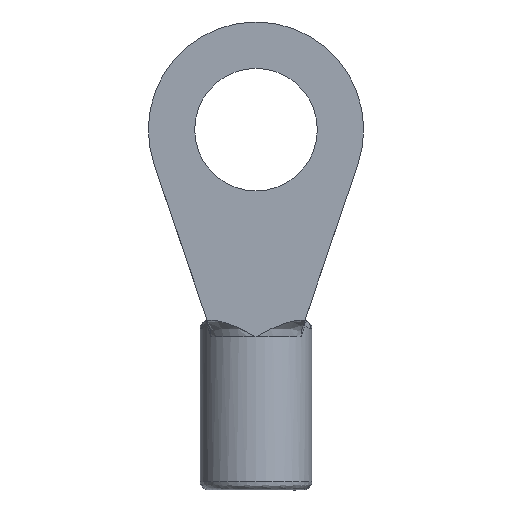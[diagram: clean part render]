
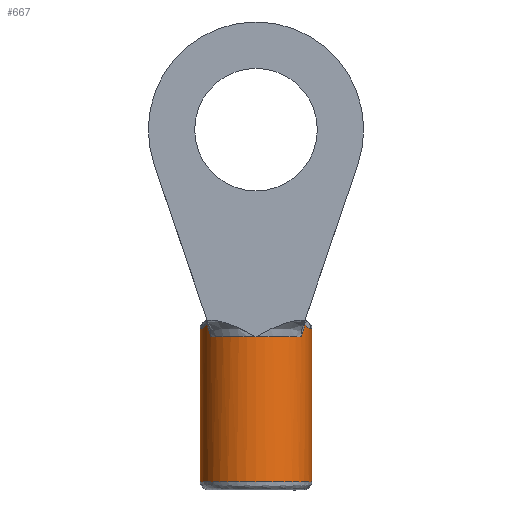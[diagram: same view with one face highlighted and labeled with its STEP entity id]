
A CAD part, front view. The second image highlights one B-rep face of the part: STEP entity #667.
In plain terms, the highlighted cylindrical face has radius 1.714 mm (diameter 3.429 mm), a partial arc.
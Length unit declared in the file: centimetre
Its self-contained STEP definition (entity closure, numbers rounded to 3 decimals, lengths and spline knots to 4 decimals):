
#12 = CYLINDRICAL_SURFACE ( 'NONE', #767, 0.1714 ) ;
#76 = EDGE_LOOP ( 'NONE', ( #891, #892, #887, #893, #894, #895, #896, #897, #898, #856, #900 ) ) ;
#593 = CARTESIAN_POINT ( 'NONE',  ( -0.1715, 0.1714, -0.6096 ) ) ;
#594 = CARTESIAN_POINT ( 'NONE',  ( -0.1388, 0.0708, -0.635 ) ) ;
#596 = CARTESIAN_POINT ( 'NONE',  ( -0.1496, 0.0878, -0.5985 ) ) ;
#597 = CARTESIAN_POINT ( 'NONE',  ( -0.1673, 0.1342, -0.6096 ) ) ;
#600 = CARTESIAN_POINT ( 'NONE',  ( 0., 0., -0.635 ) ) ;
#603 = CARTESIAN_POINT ( 'NONE',  ( 0.1496, 0.0878, -0.5985 ) ) ;
#606 = CARTESIAN_POINT ( 'NONE',  ( 0.1388, 0.0708, -0.635 ) ) ;
#608 = CARTESIAN_POINT ( 'NONE',  ( 0.1673, 0.1342, -0.6096 ) ) ;
#609 = CARTESIAN_POINT ( 'NONE',  ( 0.1714, 0.1715, -0.6096 ) ) ;
#613 = CARTESIAN_POINT ( 'NONE',  ( 0.1714, 0.1715, -1.0795 ) ) ;
#615 = CARTESIAN_POINT ( 'NONE',  ( -0.1715, 0.1714, -1.0795 ) ) ;
#643 = CARTESIAN_POINT ( 'NONE',  ( 0., 0.1714, -1.0795 ) ) ;
#644 = DIRECTION ( 'NONE',  ( 0., 0., 1. ) ) ;
#645 = DIRECTION ( 'NONE',  ( -1., 0., 0. ) ) ;
#667 = ADVANCED_FACE ( 'NONE', ( #1392 ), #12, .T. ) ;
#767 = AXIS2_PLACEMENT_3D ( 'NONE', #1757, #1741, #1740 ) ;
#796 = AXIS2_PLACEMENT_3D ( 'NONE', #643, #644, #645 ) ;
#797 = AXIS2_PLACEMENT_3D ( 'NONE', #1962, #1258, #1259 ) ;
#798 = AXIS2_PLACEMENT_3D ( 'NONE', #1262, #1263, #1264 ) ;
#800 = AXIS2_PLACEMENT_3D ( 'NONE', #1290, #1291, #1292 ) ;
#807 = AXIS2_PLACEMENT_3D ( 'NONE', #1355, #1356, #1357 ) ;
#856 = ORIENTED_EDGE ( 'NONE', *, *, #2286, .T. ) ;
#887 = ORIENTED_EDGE ( 'NONE', *, *, #1433, .T. ) ;
#891 = ORIENTED_EDGE ( 'NONE', *, *, #1435, .F. ) ;
#892 = ORIENTED_EDGE ( 'NONE', *, *, #1423, .T. ) ;
#893 = ORIENTED_EDGE ( 'NONE', *, *, #1431, .T. ) ;
#894 = ORIENTED_EDGE ( 'NONE', *, *, #1424, .T. ) ;
#895 = ORIENTED_EDGE ( 'NONE', *, *, #1430, .T. ) ;
#896 = ORIENTED_EDGE ( 'NONE', *, *, #1425, .T. ) ;
#897 = ORIENTED_EDGE ( 'NONE', *, *, #2283, .T. ) ;
#898 = ORIENTED_EDGE ( 'NONE', *, *, #2284, .T. ) ;
#900 = ORIENTED_EDGE ( 'NONE', *, *, #1422, .T. ) ;
#1049 = VERTEX_POINT ( 'NONE', #593 ) ;
#1050 = VERTEX_POINT ( 'NONE', #594 ) ;
#1053 = VERTEX_POINT ( 'NONE', #596 ) ;
#1054 = VERTEX_POINT ( 'NONE', #597 ) ;
#1059 = VERTEX_POINT ( 'NONE', #600 ) ;
#1062 = VERTEX_POINT ( 'NONE', #603 ) ;
#1065 = VERTEX_POINT ( 'NONE', #606 ) ;
#1067 = VERTEX_POINT ( 'NONE', #608 ) ;
#1068 = VERTEX_POINT ( 'NONE', #609 ) ;
#1072 = VERTEX_POINT ( 'NONE', #613 ) ;
#1074 = VERTEX_POINT ( 'NONE', #615 ) ;
#1153 = CIRCLE ( 'NONE', #800, 0.1714 ) ;
#1160 = CIRCLE ( 'NONE', #797, 0.1714 ) ;
#1161 = LINE ( 'NONE', #1311, #1164 ) ;
#1162 = CIRCLE ( 'NONE', #798, 0.1714 ) ;
#1163 = CIRCLE ( 'NONE', #796, 0.1714 ) ;
#1164 = VECTOR ( 'NONE', #1312, 100. ) ;
#1172 = CIRCLE ( 'NONE', #807, 0.1714 ) ;
#1173 = LINE ( 'NONE', #1358, #1176 ) ;
#1176 = VECTOR ( 'NONE', #1359, 100. ) ;
#1244 = B_SPLINE_CURVE_WITH_KNOTS ( 'NONE', 3,
 ( #1261, #1265, #1266, #1267 ),
 .UNSPECIFIED., .F., .F.,
 ( 4, 4 ),
 ( 0., 1. ),
 .UNSPECIFIED. ) ;
#1248 = B_SPLINE_CURVE_WITH_KNOTS ( 'NONE', 3,
 ( #1288, #1289, #1293, #1294 ),
 .UNSPECIFIED., .F., .F.,
 ( 4, 4 ),
 ( 0., 1. ),
 .UNSPECIFIED. ) ;
#1249 = B_SPLINE_CURVE_WITH_KNOTS ( 'NONE', 3,
 ( #1296, #1285, #1300, #1301 ),
 .UNSPECIFIED., .F., .F.,
 ( 4, 4 ),
 ( 0., 1. ),
 .UNSPECIFIED. ) ;
#1255 = B_SPLINE_CURVE_WITH_KNOTS ( 'NONE', 3,
 ( #1347, #1348, #1353, #1354 ),
 .UNSPECIFIED., .F., .F.,
 ( 4, 4 ),
 ( 0., 1. ),
 .UNSPECIFIED. ) ;
#1258 = DIRECTION ( 'NONE',  ( 0., 0., -1. ) ) ;
#1259 = DIRECTION ( 'NONE',  ( -1., 0., 0. ) ) ;
#1261 = CARTESIAN_POINT ( 'NONE',  ( -0.1388, 0.0708, -0.635 ) ) ;
#1262 = CARTESIAN_POINT ( 'NONE',  ( 0., 0.1714, -0.635 ) ) ;
#1263 = DIRECTION ( 'NONE',  ( 0., 0., -1. ) ) ;
#1264 = DIRECTION ( 'NONE',  ( -1., 0., 0. ) ) ;
#1265 = CARTESIAN_POINT ( 'NONE',  ( -0.1428, 0.0763, -0.6216 ) ) ;
#1266 = CARTESIAN_POINT ( 'NONE',  ( -0.1464, 0.082, -0.6094 ) ) ;
#1267 = CARTESIAN_POINT ( 'NONE',  ( -0.1496, 0.0878, -0.5985 ) ) ;
#1285 = CARTESIAN_POINT ( 'NONE',  ( 0.1637, 0.1177, -0.6096 ) ) ;
#1288 = CARTESIAN_POINT ( 'NONE',  ( 0.1496, 0.0878, -0.5985 ) ) ;
#1289 = CARTESIAN_POINT ( 'NONE',  ( 0.1464, 0.082, -0.6094 ) ) ;
#1290 = CARTESIAN_POINT ( 'NONE',  ( 0., 0.1714, -0.635 ) ) ;
#1291 = DIRECTION ( 'NONE',  ( 0., 0., -1. ) ) ;
#1292 = DIRECTION ( 'NONE',  ( -1., 0., 0. ) ) ;
#1293 = CARTESIAN_POINT ( 'NONE',  ( 0.1428, 0.0763, -0.6216 ) ) ;
#1294 = CARTESIAN_POINT ( 'NONE',  ( 0.1388, 0.0708, -0.635 ) ) ;
#1296 = CARTESIAN_POINT ( 'NONE',  ( 0.1673, 0.1342, -0.6096 ) ) ;
#1300 = CARTESIAN_POINT ( 'NONE',  ( 0.1576, 0.102, -0.6059 ) ) ;
#1301 = CARTESIAN_POINT ( 'NONE',  ( 0.1496, 0.0878, -0.5985 ) ) ;
#1311 = CARTESIAN_POINT ( 'NONE',  ( 0.1714, 0.1715, -0.5842 ) ) ;
#1312 = DIRECTION ( 'NONE',  ( 0., 0., -1. ) ) ;
#1347 = CARTESIAN_POINT ( 'NONE',  ( -0.1496, 0.0878, -0.5985 ) ) ;
#1348 = CARTESIAN_POINT ( 'NONE',  ( -0.1576, 0.102, -0.6059 ) ) ;
#1353 = CARTESIAN_POINT ( 'NONE',  ( -0.1637, 0.1177, -0.6096 ) ) ;
#1354 = CARTESIAN_POINT ( 'NONE',  ( -0.1673, 0.1342, -0.6096 ) ) ;
#1355 = CARTESIAN_POINT ( 'NONE',  ( 0., 0.1714, -0.6096 ) ) ;
#1356 = DIRECTION ( 'NONE',  ( 0., 0., -1. ) ) ;
#1357 = DIRECTION ( 'NONE',  ( -1., 0., 0. ) ) ;
#1358 = CARTESIAN_POINT ( 'NONE',  ( -0.1715, 0.1714, -0.5842 ) ) ;
#1359 = DIRECTION ( 'NONE',  ( 0., 0., -1. ) ) ;
#1392 = FACE_OUTER_BOUND ( 'NONE', #76, .T. ) ;
#1422 = EDGE_CURVE ( 'NONE', #1074, #1072, #1163, .T. ) ;
#1423 = EDGE_CURVE ( 'NONE', #1068, #1067, #1160, .T. ) ;
#1424 = EDGE_CURVE ( 'NONE', #1065, #1059, #1162, .T. ) ;
#1425 = EDGE_CURVE ( 'NONE', #1050, #1053, #1244, .T. ) ;
#1430 = EDGE_CURVE ( 'NONE', #1059, #1050, #1153, .T. ) ;
#1431 = EDGE_CURVE ( 'NONE', #1062, #1065, #1248, .T. ) ;
#1433 = EDGE_CURVE ( 'NONE', #1067, #1062, #1249, .T. ) ;
#1435 = EDGE_CURVE ( 'NONE', #1068, #1072, #1161, .T. ) ;
#1740 = DIRECTION ( 'NONE',  ( -1., 0., 0. ) ) ;
#1741 = DIRECTION ( 'NONE',  ( 0., 0., -1. ) ) ;
#1757 = CARTESIAN_POINT ( 'NONE',  ( 0., 0.1714, -0.5842 ) ) ;
#1962 = CARTESIAN_POINT ( 'NONE',  ( 0., 0.1714, -0.6096 ) ) ;
#2283 = EDGE_CURVE ( 'NONE', #1053, #1054, #1255, .T. ) ;
#2284 = EDGE_CURVE ( 'NONE', #1054, #1049, #1172, .T. ) ;
#2286 = EDGE_CURVE ( 'NONE', #1049, #1074, #1173, .T. ) ;
